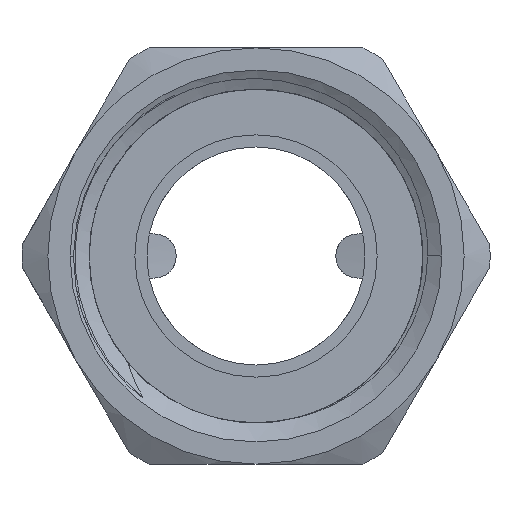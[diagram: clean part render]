
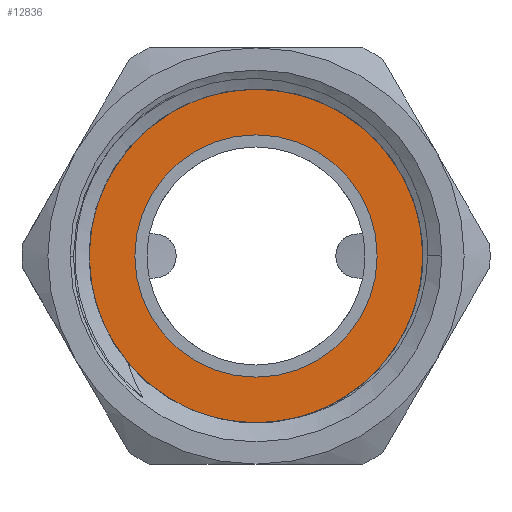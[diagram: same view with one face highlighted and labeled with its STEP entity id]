
A CAD part, left-side view. The second image highlights one B-rep face of the part: STEP entity #12836.
In plain terms, the highlighted planar face has unit normal (-1, 0, 0).
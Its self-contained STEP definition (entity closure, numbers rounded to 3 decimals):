
#12711=CARTESIAN_POINT('',(0.,0.,0.));
#12712=DIRECTION('',(-1.,0.,0.));
#12713=DIRECTION('',(0.,1.,0.));
#12714=AXIS2_PLACEMENT_3D('',#12711,#12712,#12713);
#12719=CARTESIAN_POINT('',(0.,0.,0.));
#12720=DIRECTION('',(1.,0.,0.));
#12721=DIRECTION('',(0.,1.,0.));
#12722=AXIS2_PLACEMENT_3D('',#12719,#12720,#12721);
#12727=CARTESIAN_POINT('',(0.,0.,0.));
#12728=DIRECTION('',(1.,0.,0.));
#12729=DIRECTION('',(0.,1.,0.));
#12730=AXIS2_PLACEMENT_3D('',#12727,#12728,#12729);
#12749=CARTESIAN_POINT('',(0.,0.,0.));
#12750=DIRECTION('',(-1.,0.,0.));
#12751=DIRECTION('',(0.,1.,0.));
#12752=AXIS2_PLACEMENT_3D('',#12749,#12750,#12751);
#12803=CARTESIAN_POINT('',(0.,11.,0.));
#12805=VERTEX_POINT('',#12803);
#12808=CARTESIAN_POINT('',(0.,15.15,0.));
#12810=VERTEX_POINT('',#12808);
#12811=CARTESIAN_POINT('',(0.,-11.,0.));
#12813=VERTEX_POINT('',#12811);
#12816=CARTESIAN_POINT('',(0.,-15.15,0.));
#12818=VERTEX_POINT('',#12816);
#12819=CARTESIAN_POINT('',(0.,0.,0.));
#12820=DIRECTION('',(1.,0.,0.));
#12821=DIRECTION('',(0.,-1.,0.));
#12822=AXIS2_PLACEMENT_3D('',#12819,#12820,#12821);
#12823=PLANE('',#12822);
#12825=ORIENTED_EDGE('',*,*,#12824,.F.);
#12827=ORIENTED_EDGE('',*,*,#12826,.T.);
#12828=EDGE_LOOP('',(#12825,#12827));
#12829=FACE_OUTER_BOUND('',#12828,.F.);
#12831=ORIENTED_EDGE('',*,*,#12830,.F.);
#12833=ORIENTED_EDGE('',*,*,#12832,.T.);
#12834=EDGE_LOOP('',(#12831,#12833));
#12835=FACE_BOUND('',#12834,.F.);
#12836=ADVANCED_FACE('',(#12829,#12835),#12823,.F.);
#12715=CIRCLE('',#12714,15.15);
#12723=CIRCLE('',#12722,15.15);
#12731=CIRCLE('',#12730,11.);
#12753=CIRCLE('',#12752,11.);
#12824=EDGE_CURVE('',#12810,#12818,#12715,.T.);
#12826=EDGE_CURVE('',#12810,#12818,#12723,.T.);
#12830=EDGE_CURVE('',#12805,#12813,#12731,.T.);
#12832=EDGE_CURVE('',#12805,#12813,#12753,.T.);
